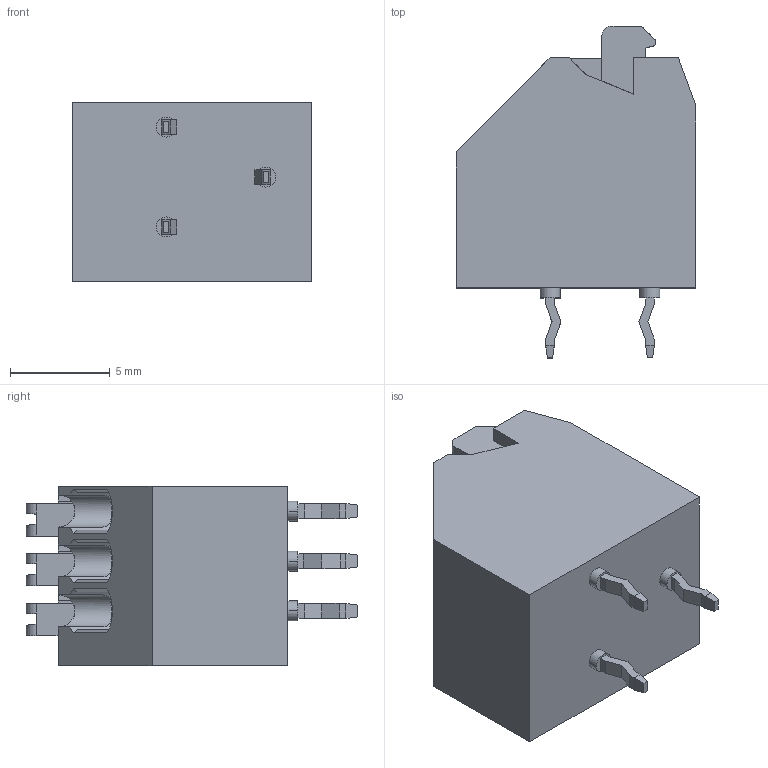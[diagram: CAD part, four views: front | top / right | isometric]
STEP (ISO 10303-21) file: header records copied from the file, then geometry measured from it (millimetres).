
FILE_DESCRIPTION(('SolidDesigner STEP Export'),'2;1');
FILE_NAME('ptsa_0.5-3-2.5-z.stp','2004-04-01T11:34:54',(''),(''),'OneSpaceDesigner STEP processor Version: 9.0 (March 2001)for AP214(CD)(Solid Model)','CoCreate OneSpaceDesigner: 11.50A 18-Jul-2002(C) CoCreate Software GmbH','');
FILE_SCHEMA(('AUTOMOTIVE_DESIGN_CC2 {1 2 10303 214 -1 1 5 1}'));
Length unit declared in the file: millimetre
Products named in the file (2): ptsa_0.5-3-2.5-z
Assembly tree (1 placements, depth 2):
  ptsa_0.5-3-2.5-z
    ptsa_0.5-3-2.5-z
Bounding box: 12 x 16.6 x 9 mm (x, y, z)
Volume: 1060.6 mm3; surface area: 862.2 mm2
Topology: 1 solids, 1 shells, 242 faces, 636 edges, 408 vertices
Faces by surface type: plane 179, cylinder 57, cone 6
Entity records: 9581 total; most frequent: CARTESIAN_POINT 1826, ORIENTED_EDGE 1272, DIRECTION 1110, EDGE_CURVE 636, VECTOR 462, LINE 462, VERTEX_POINT 408, AXIS2_PLACEMENT_3D 324
